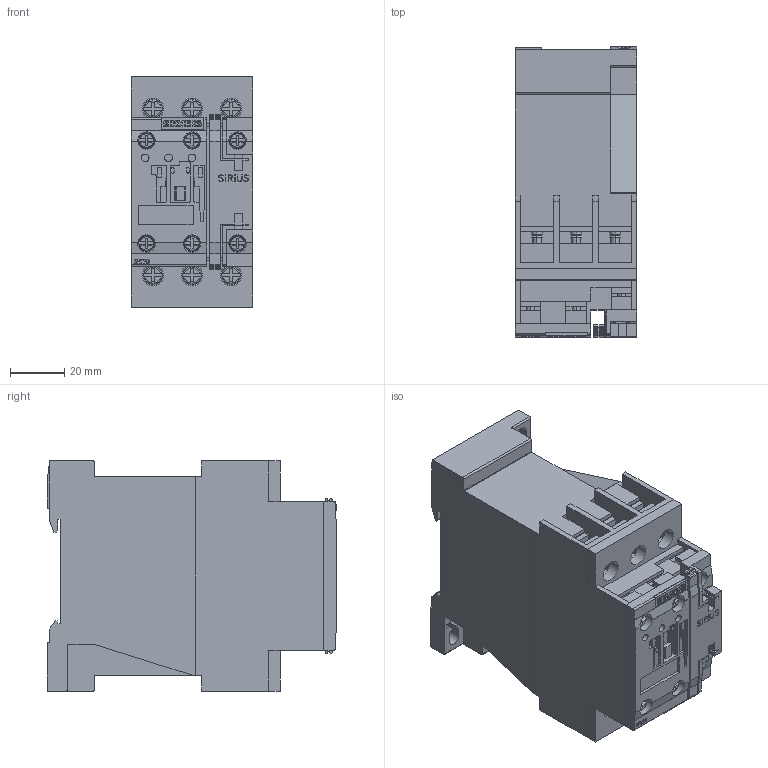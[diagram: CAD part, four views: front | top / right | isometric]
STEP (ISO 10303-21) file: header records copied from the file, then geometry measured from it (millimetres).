
FILE_DESCRIPTION(('no description'),'unknown implementation level');
FILE_NAME('3RT2023-1BB40-0CC0_3D_v.stp',' ',('SIEMENS A&D'),('CADClick - KiM GmbH - www.kimweb.de'),'unknown preprocess','ACIS','unknown authorization');
FILE_SCHEMA(('automotive_design'));
Length unit declared in the file: millimetre
Products named in the file (1): 1
Bounding box: 45 x 106.95 x 85 mm (x, y, z)
Volume: 298450.7 mm3; surface area: 56746 mm2
Topology: 1 solids, 1 shells, 1336 faces, 3747 edges, 2456 vertices
Faces by surface type: plane 955, cylinder 261, cone 72, torus 48
Entity records: 85590 total; most frequent: CARTESIAN_POINT 8828, STYLED_ITEM 7540, PRESENTATION_STYLE_ASSIGNMENT 7540, COLOUR_RGB 7540, ORIENTED_EDGE 7494, DIRECTION 7089, EDGE_CURVE 3747, CURVE_STYLE 3747
